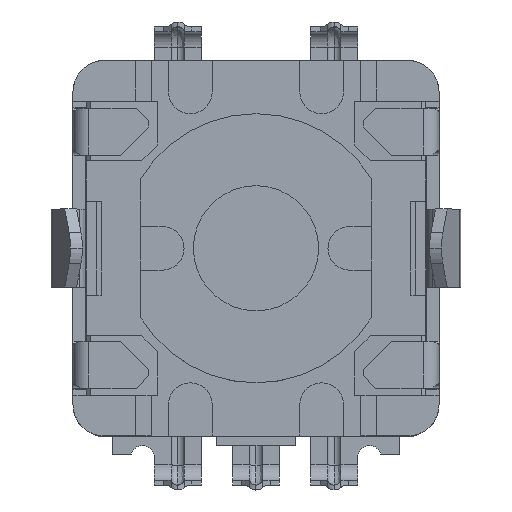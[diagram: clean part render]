
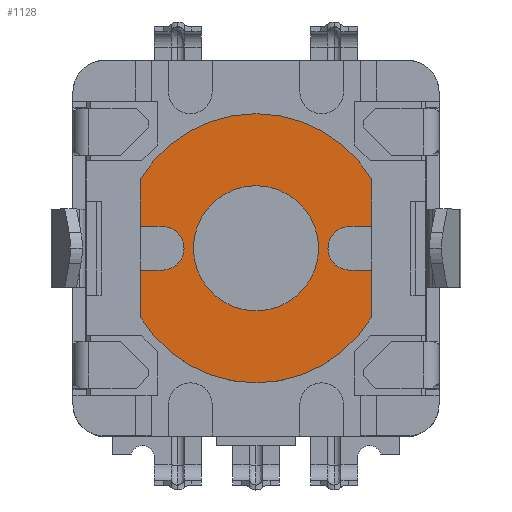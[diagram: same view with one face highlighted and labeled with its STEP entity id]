
A CAD part, top view. The second image highlights one B-rep face of the part: STEP entity #1128.
In plain terms, the highlighted planar face has unit normal (0, 0, 1).
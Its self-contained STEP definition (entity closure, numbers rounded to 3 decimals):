
#1128=ADVANCED_FACE('NONE',(#2603,#2604),#2605,.T.);
#2603=FACE_OUTER_BOUND('',#4954,.T.);
#2604=FACE_BOUND('',#4955,.T.);
#2605=PLANE('',#4956);
#4954=EDGE_LOOP('',(#8282,#8283,#8284,#8285,#8286,#8287,#8288,#8289,#8290,#8291,#8292,#8293,#8294,#8295,#8296));
#4955=EDGE_LOOP('',(#8297,#8298,#8299,#8300));
#4956=AXIS2_PLACEMENT_3D('',#8301,#8302,#8303);
#8282=ORIENTED_EDGE('',*,*,#12475,.T.);
#8283=ORIENTED_EDGE('',*,*,#12334,.T.);
#8284=ORIENTED_EDGE('',*,*,#12476,.T.);
#8285=ORIENTED_EDGE('',*,*,#12477,.T.);
#8286=ORIENTED_EDGE('',*,*,#12478,.F.);
#8287=ORIENTED_EDGE('',*,*,#11657,.F.);
#8288=ORIENTED_EDGE('',*,*,#12479,.T.);
#8289=ORIENTED_EDGE('',*,*,#12473,.T.);
#8290=ORIENTED_EDGE('',*,*,#12323,.T.);
#8291=ORIENTED_EDGE('',*,*,#12320,.T.);
#8292=ORIENTED_EDGE('',*,*,#12470,.T.);
#8293=ORIENTED_EDGE('',*,*,#12480,.T.);
#8294=ORIENTED_EDGE('',*,*,#12481,.F.);
#8295=ORIENTED_EDGE('',*,*,#11548,.F.);
#8296=ORIENTED_EDGE('',*,*,#12482,.T.);
#8297=ORIENTED_EDGE('',*,*,#11720,.T.);
#8298=ORIENTED_EDGE('',*,*,#12329,.T.);
#8299=ORIENTED_EDGE('',*,*,#11581,.T.);
#8300=ORIENTED_EDGE('',*,*,#12327,.T.);
#8301=CARTESIAN_POINT('',(-0.21,0.071,-12.154));
#8302=DIRECTION('',(0.,0.,1.0));
#8303=DIRECTION('',(1.0,0.,0.0));
#11548=EDGE_CURVE('NONE',#13675,#13671,#13677,.T.);
#11581=EDGE_CURVE('NONE',#13736,#13733,#13737,.T.);
#11657=EDGE_CURVE('NONE',#13862,#13863,#13864,.T.);
#11720=EDGE_CURVE('NONE',#13968,#13966,#13969,.T.);
#12320=EDGE_CURVE('NONE',#14851,#14849,#14852,.T.);
#12323=EDGE_CURVE('NONE',#14855,#14851,#14856,.T.);
#12327=EDGE_CURVE('NONE',#13733,#13968,#14861,.T.);
#12329=EDGE_CURVE('NONE',#13966,#13736,#14863,.T.);
#12334=EDGE_CURVE('NONE',#14865,#14870,#14872,.T.);
#12470=EDGE_CURVE('NONE',#14849,#15047,#15049,.T.);
#12473=EDGE_CURVE('NONE',#15051,#14855,#15053,.T.);
#12475=EDGE_CURVE('NONE',#15055,#14865,#15056,.T.);
#12476=EDGE_CURVE('NONE',#14870,#15057,#15058,.T.);
#12477=EDGE_CURVE('NONE',#15057,#15059,#15060,.T.);
#12478=EDGE_CURVE('NONE',#13863,#15059,#15061,.T.);
#12479=EDGE_CURVE('NONE',#13862,#15051,#15062,.T.);
#12480=EDGE_CURVE('NONE',#15047,#15063,#15064,.T.);
#12481=EDGE_CURVE('NONE',#13671,#15063,#15065,.T.);
#12482=EDGE_CURVE('NONE',#13675,#15055,#15066,.T.);
#13671=VERTEX_POINT('',#16717);
#13675=VERTEX_POINT('NONE',#16722);
#13677=CIRCLE('',#16725,4.3);
#13733=VERTEX_POINT('',#16793);
#13736=VERTEX_POINT('NONE',#16797);
#13737=CIRCLE('',#16798,2.0);
#13862=VERTEX_POINT('NONE',#17041);
#13863=VERTEX_POINT('NONE',#17042);
#13864=CIRCLE('',#17043,4.3);
#13966=VERTEX_POINT('NONE',#17155);
#13968=VERTEX_POINT('NONE',#17158);
#13969=CIRCLE('',#17159,2.0);
#14849=VERTEX_POINT('NONE',#18636);
#14851=VERTEX_POINT('NONE',#18639);
#14852=CIRCLE('',#18640,0.7);
#14855=VERTEX_POINT('NONE',#18644);
#14856=CIRCLE('',#18645,0.7);
#14861=CIRCLE('',#18651,2.0);
#14863=CIRCLE('',#18653,2.0);
#14865=VERTEX_POINT('NONE',#18655);
#14870=VERTEX_POINT('NONE',#18661);
#14872=CIRCLE('',#18664,0.7);
#15047=VERTEX_POINT('NONE',#18888);
#15049=LINE('',#18891,#18892);
#15051=VERTEX_POINT('NONE',#18894);
#15053=LINE('',#18897,#18898);
#15055=VERTEX_POINT('NONE',#18900);
#15056=LINE('',#18901,#18902);
#15057=VERTEX_POINT('NONE',#18903);
#15058=LINE('',#18904,#18905);
#15059=VERTEX_POINT('NONE',#18906);
#15060=LINE('',#18907,#18908);
#15061=CIRCLE('',#18909,4.3);
#15062=LINE('',#18910,#18911);
#15063=VERTEX_POINT('NONE',#18912);
#15064=LINE('',#18913,#18914);
#15065=CIRCLE('',#18915,4.3);
#15066=LINE('',#18916,#18917);
#16717=CARTESIAN_POINT('',(-0.21,-4.229,-12.154));
#16722=CARTESIAN_POINT('',(3.49,-2.12,-12.154));
#16725=AXIS2_PLACEMENT_3D('',#21372,#21373,#21374);
#16793=CARTESIAN_POINT('',(-0.21,-1.929,-12.154));
#16797=CARTESIAN_POINT('',(1.79,0.071,-12.154));
#16798=AXIS2_PLACEMENT_3D('',#21424,#21425,#21426);
#17041=CARTESIAN_POINT('',(-3.91,2.262,-12.154));
#17042=CARTESIAN_POINT('',(-0.21,4.371,-12.154));
#17043=AXIS2_PLACEMENT_3D('',#21516,#21517,#21518);
#17155=CARTESIAN_POINT('',(-0.21,2.071,-12.154));
#17158=CARTESIAN_POINT('',(-2.21,0.071,-12.154));
#17159=AXIS2_PLACEMENT_3D('',#21644,#21645,#21646);
#18636=CARTESIAN_POINT('',(-3.21,-0.629,-12.154));
#18639=CARTESIAN_POINT('',(-2.51,0.071,-12.154));
#18640=AXIS2_PLACEMENT_3D('',#22231,#22232,#22233);
#18644=CARTESIAN_POINT('',(-3.21,0.771,-12.154));
#18645=AXIS2_PLACEMENT_3D('',#22235,#22236,#22237);
#18651=AXIS2_PLACEMENT_3D('',#22242,#22243,#22244);
#18653=AXIS2_PLACEMENT_3D('',#22245,#22246,#22247);
#18655=CARTESIAN_POINT('',(2.79,-0.629,-12.154));
#18661=CARTESIAN_POINT('',(2.79,0.771,-12.154));
#18664=AXIS2_PLACEMENT_3D('',#22253,#22254,#22255);
#18888=CARTESIAN_POINT('',(-3.91,-0.629,-12.154));
#18891=CARTESIAN_POINT('',(-0.21,-0.629,-12.154));
#18892=VECTOR('',#22420,1000.0);
#18894=CARTESIAN_POINT('',(-3.91,0.771,-12.154));
#18897=CARTESIAN_POINT('',(-0.21,0.771,-12.154));
#18898=VECTOR('',#22422,1000.0);
#18900=CARTESIAN_POINT('',(3.49,-0.629,-12.154));
#18901=CARTESIAN_POINT('',(-0.21,-0.629,-12.154));
#18902=VECTOR('',#22423,1000.0);
#18903=CARTESIAN_POINT('',(3.49,0.771,-12.154));
#18904=CARTESIAN_POINT('',(-0.21,0.771,-12.154));
#18905=VECTOR('',#22424,1000.0);
#18906=CARTESIAN_POINT('',(3.49,2.262,-12.154));
#18907=CARTESIAN_POINT('',(3.49,-2.12,-12.154));
#18908=VECTOR('',#22425,1000.0);
#18909=AXIS2_PLACEMENT_3D('',#22426,#22427,#22428);
#18910=CARTESIAN_POINT('',(-3.91,2.262,-12.154));
#18911=VECTOR('',#22429,1000.0);
#18912=CARTESIAN_POINT('',(-3.91,-2.12,-12.154));
#18913=CARTESIAN_POINT('',(-3.91,2.262,-12.154));
#18914=VECTOR('',#22430,1000.0);
#18915=AXIS2_PLACEMENT_3D('',#22431,#22432,#22433);
#18916=CARTESIAN_POINT('',(3.49,-2.12,-12.154));
#18917=VECTOR('',#22434,1000.0);
#21372=CARTESIAN_POINT('',(-0.21,0.071,-12.154));
#21373=DIRECTION('',(0.0,0.0,-1.0));
#21374=DIRECTION('',(0.0,1.0,0.0));
#21424=CARTESIAN_POINT('',(-0.21,0.071,-12.154));
#21425=DIRECTION('',(0.0,0.0,-1.0));
#21426=DIRECTION('',(0.0,1.0,0.0));
#21516=CARTESIAN_POINT('',(-0.21,0.071,-12.154));
#21517=DIRECTION('',(0.0,0.0,-1.0));
#21518=DIRECTION('',(0.0,1.0,0.0));
#21644=CARTESIAN_POINT('',(-0.21,0.071,-12.154));
#21645=DIRECTION('',(0.0,0.0,-1.0));
#21646=DIRECTION('',(0.0,1.0,0.0));
#22231=CARTESIAN_POINT('',(-3.21,0.071,-12.154));
#22232=DIRECTION('',(-0.0,-0.0,-1.0));
#22233=DIRECTION('',(0.0,-1.0,0.0));
#22235=CARTESIAN_POINT('',(-3.21,0.071,-12.154));
#22236=DIRECTION('',(-0.0,-0.0,-1.0));
#22237=DIRECTION('',(0.0,-1.0,0.0));
#22242=CARTESIAN_POINT('',(-0.21,0.071,-12.154));
#22243=DIRECTION('',(0.0,0.0,-1.0));
#22244=DIRECTION('',(0.0,1.0,0.0));
#22245=CARTESIAN_POINT('',(-0.21,0.071,-12.154));
#22246=DIRECTION('',(0.0,0.0,-1.0));
#22247=DIRECTION('',(0.0,1.0,0.0));
#22253=CARTESIAN_POINT('',(2.79,0.071,-12.154));
#22254=DIRECTION('',(-0.0,-0.0,-1.0));
#22255=DIRECTION('',(0.0,-1.0,0.0));
#22420=DIRECTION('',(-1.0,0.,0.));
#22422=DIRECTION('',(1.0,0.,0.));
#22423=DIRECTION('',(-1.0,0.,0.));
#22424=DIRECTION('',(1.0,0.,0.));
#22425=DIRECTION('',(0.,1.0,-0.0));
#22426=CARTESIAN_POINT('',(-0.21,0.071,-12.154));
#22427=DIRECTION('',(0.0,0.0,-1.0));
#22428=DIRECTION('',(0.0,1.0,0.0));
#22429=DIRECTION('',(0.,-1.0,-0.0));
#22430=DIRECTION('',(0.,-1.0,-0.0));
#22431=CARTESIAN_POINT('',(-0.21,0.071,-12.154));
#22432=DIRECTION('',(0.0,0.0,-1.0));
#22433=DIRECTION('',(0.0,1.0,0.0));
#22434=DIRECTION('',(0.,1.0,-0.0));
